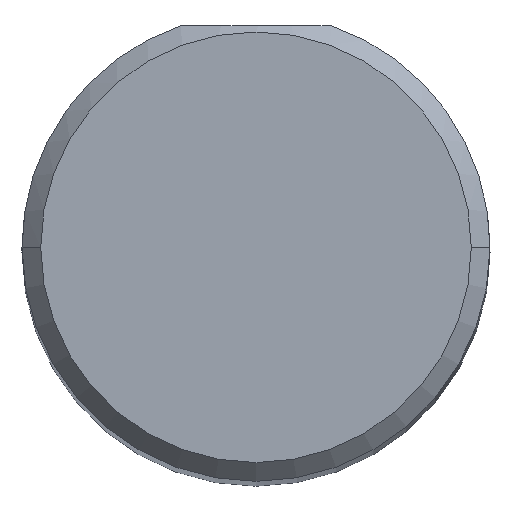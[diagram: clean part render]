
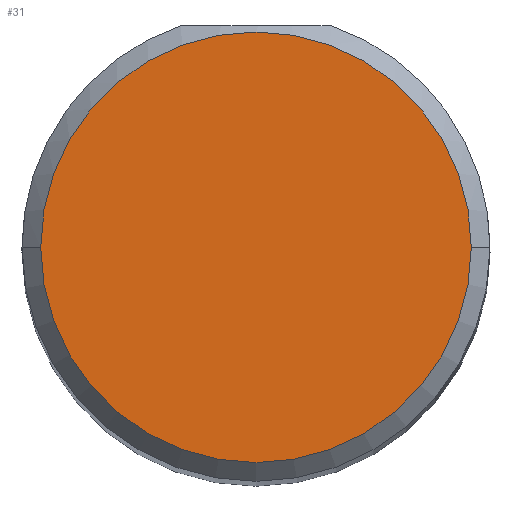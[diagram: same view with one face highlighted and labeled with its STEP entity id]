
A CAD part, top view. The second image highlights one B-rep face of the part: STEP entity #31.
In plain terms, the highlighted planar face has unit normal (0, 0, 1).
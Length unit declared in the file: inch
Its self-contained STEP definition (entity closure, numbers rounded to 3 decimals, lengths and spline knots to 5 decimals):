
#31 = ADVANCED_FACE ( 'NONE', ( #698 ), #207, .T. ) ;
#41 = DIRECTION ( 'NONE',  ( 0., 0., 1. ) ) ;
#54 = CARTESIAN_POINT ( 'NONE',  ( 0., 0., 2.5 ) ) ;
#55 = VERTEX_POINT ( 'NONE', #143 ) ;
#76 = CIRCLE ( 'NONE', #381, 0.1725 ) ;
#96 = CARTESIAN_POINT ( 'NONE',  ( 0., 0., 2.5 ) ) ;
#117 = DIRECTION ( 'NONE',  ( 0., 0., 1. ) ) ;
#124 = CARTESIAN_POINT ( 'NONE',  ( -0.1725, 0., 2.5 ) ) ;
#143 = CARTESIAN_POINT ( 'NONE',  ( 0.1725, 0., 2.5 ) ) ;
#148 = CIRCLE ( 'NONE', #733, 0.1725 ) ;
#207 = PLANE ( 'NONE',  #342 ) ;
#213 = CARTESIAN_POINT ( 'NONE',  ( 0., 0., 2.5 ) ) ;
#217 = DIRECTION ( 'NONE',  ( 1., 0., 0. ) ) ;
#252 = EDGE_LOOP ( 'NONE', ( #661, #458 ) ) ;
#260 = VERTEX_POINT ( 'NONE', #124 ) ;
#294 = EDGE_CURVE ( 'NONE', #260, #55, #76, .T. ) ;
#342 = AXIS2_PLACEMENT_3D ( 'NONE', #213, #524, #217 ) ;
#363 = DIRECTION ( 'NONE',  ( 1., 0., 0. ) ) ;
#381 = AXIS2_PLACEMENT_3D ( 'NONE', #54, #117, #363 ) ;
#458 = ORIENTED_EDGE ( 'NONE', *, *, #619, .T. ) ;
#524 = DIRECTION ( 'NONE',  ( 0., 0., 1. ) ) ;
#607 = DIRECTION ( 'NONE',  ( 1., 0., 0. ) ) ;
#619 = EDGE_CURVE ( 'NONE', #55, #260, #148, .T. ) ;
#661 = ORIENTED_EDGE ( 'NONE', *, *, #294, .T. ) ;
#698 = FACE_OUTER_BOUND ( 'NONE', #252, .T. ) ;
#733 = AXIS2_PLACEMENT_3D ( 'NONE', #96, #41, #607 ) ;
